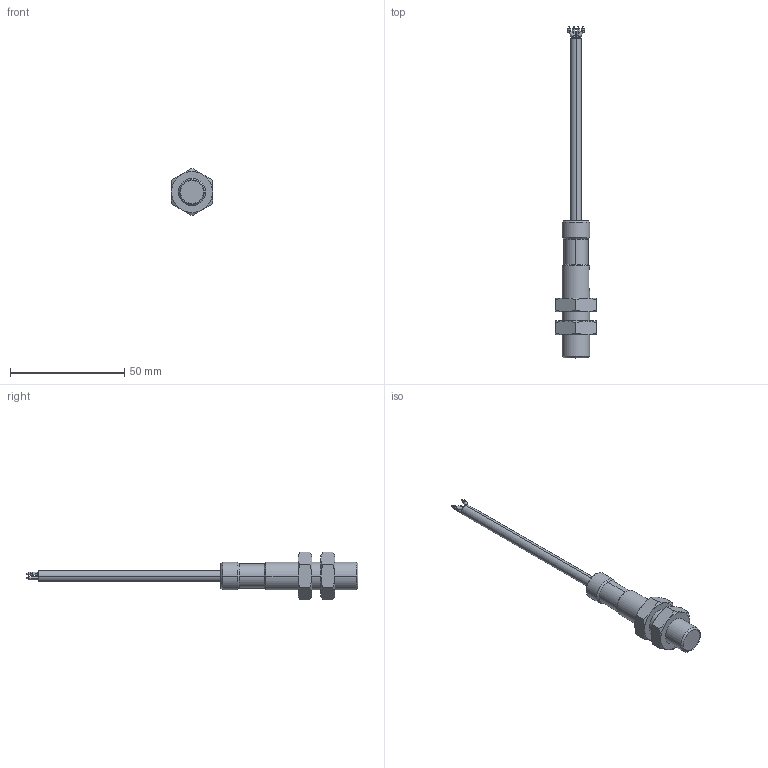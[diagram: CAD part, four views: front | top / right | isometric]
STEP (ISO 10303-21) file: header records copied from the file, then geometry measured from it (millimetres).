
FILE_DESCRIPTION (( 'STEP AP214' ), '1' );
FILE_NAME ('LRR-M12MA-NMK-101.STEP', '2021-12-10T19:46:05', ( '' ), ( '' ), 'SwSTEP 2.0', 'SolidWorks 2021', '' );
FILE_SCHEMA (( 'AUTOMOTIVE_DESIGN' ));
Length unit declared in the file: inch
Products named in the file (1): LRR-M12MA-NMK-101
Bounding box: 18 x 145.3 x 20.78 mm (x, y, z)
Volume: 10223.7 mm3; surface area: 5550.8 mm2
Topology: 3 solids, 3 shells, 141 faces, 303 edges, 181 vertices
Faces by surface type: cone 47, cylinder 44, plane 31, bspline 19
Entity records: 6747 total; most frequent: CARTESIAN_POINT 1881, DIRECTION 626, ORIENTED_EDGE 606, EDGE_CURVE 303, AXIS2_PLACEMENT_3D 270, VERTEX_POINT 181, EDGE_LOOP 158, CIRCLE 147
